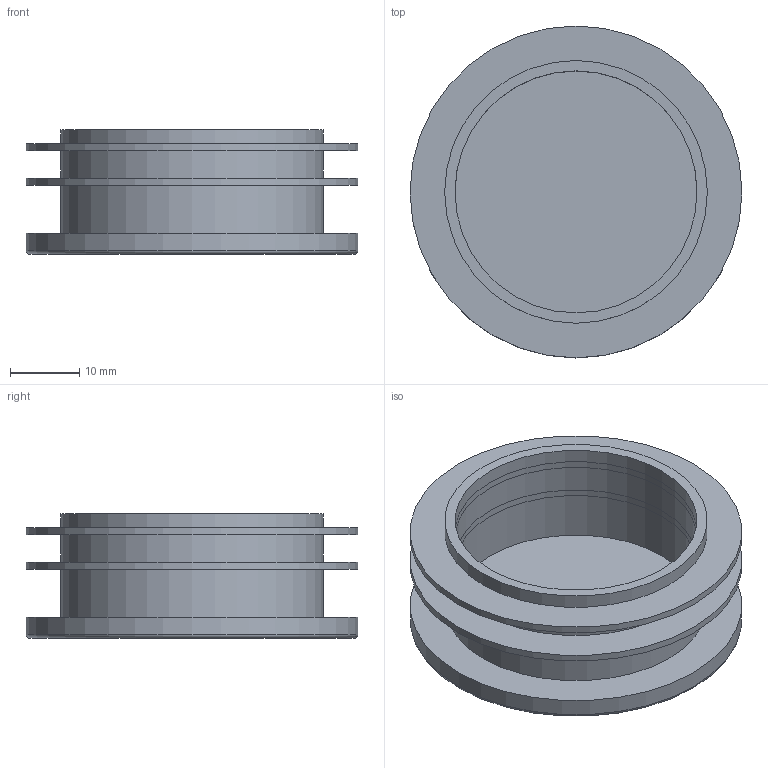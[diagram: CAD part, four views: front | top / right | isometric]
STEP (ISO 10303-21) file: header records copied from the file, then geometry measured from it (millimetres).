
FILE_DESCRIPTION(('FreeCAD Model'),'2;1');
FILE_NAME('Open CASCADE Shape Model','2024-05-26T13:22:08',(''),(''), 'Open CASCADE STEP processor 7.7','FreeCAD','Unknown');
FILE_SCHEMA(('AUTOMOTIVE_DESIGN { 1 0 10303 214 1 1 1 1 }'));
Length unit declared in the file: millimetre
Products named in the file (1): Body
Bounding box: 48 x 48 x 18 mm (x, y, z)
Volume: 9351.5 mm3; surface area: 10243.7 mm2
Topology: 1 solids, 1 shells, 20 faces, 31 edges, 19 vertices
Faces by surface type: cylinder 11, plane 8, torus 1
Full cylindrical faces by diameter (mm): 35 x5, 38 x3, 48 x3
Entity records: 477 total; most frequent: DIRECTION 93, CARTESIAN_POINT 71, ORIENTED_EDGE 62, AXIS2_PLACEMENT_3D 41, EDGE_CURVE 31, FACE_BOUND 26, EDGE_LOOP 26, ADVANCED_FACE 20
